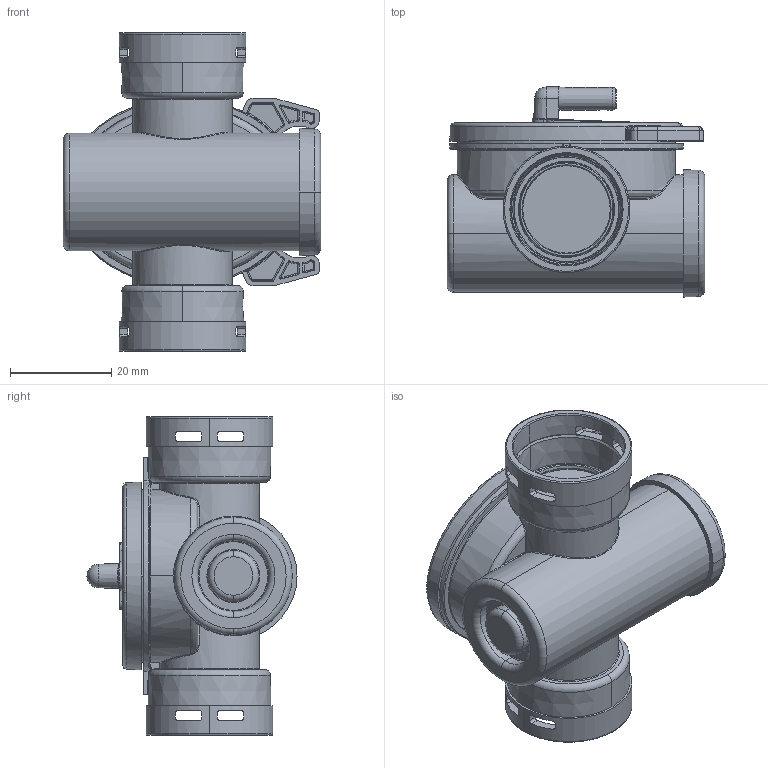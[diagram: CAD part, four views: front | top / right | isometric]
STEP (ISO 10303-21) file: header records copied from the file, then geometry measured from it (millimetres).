
FILE_DESCRIPTION (( 'STEP AP214' ), '1' );
FILE_NAME ('QX265-HS.STEP', '2023-07-17T08:47:48', ( '' ), ( '' ), 'SwSTEP 2.0', 'SolidWorks 2021', '' );
FILE_SCHEMA (( 'AUTOMOTIVE_DESIGN' ));
Length unit declared in the file: millimetre
Products named in the file (1): QX265-HS
Bounding box: 50.75 x 41.42 x 62.8 mm (x, y, z)
Volume: 41092.6 mm3; surface area: 15853.8 mm2
Topology: 1 solids, 11 shells, 1347 faces, 3381 edges, 2043 vertices
Faces by surface type: plane 430, bspline 423, cylinder 278, sphere 74, torus 71, cone 71
Entity records: 60083 total; most frequent: CARTESIAN_POINT 31646, ORIENTED_EDGE 6608, DIRECTION 4821, EDGE_CURVE 3304, VERTEX_POINT 2039, AXIS2_PLACEMENT_3D 1711, EDGE_LOOP 1427, VECTOR 1399
